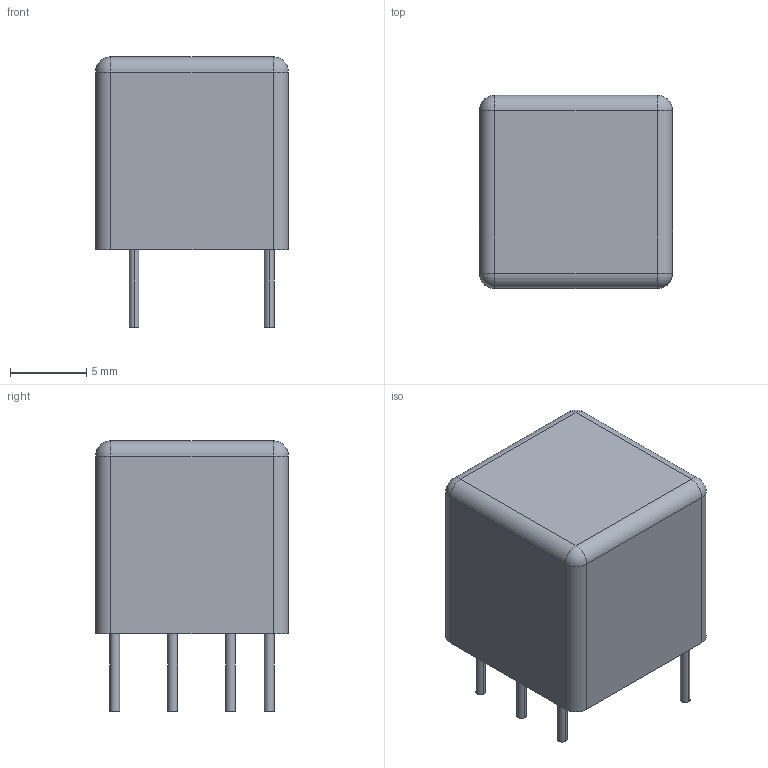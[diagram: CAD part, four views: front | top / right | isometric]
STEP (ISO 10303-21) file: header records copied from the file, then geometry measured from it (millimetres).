
FILE_DESCRIPTION (( 'STEP AP203' ), '1' );
FILE_NAME ('q025-5.STEP', '2025-01-16T00:09:21', ( '' ), ( '' ), 'SwSTEP 2.0', 'SolidWorks 2023', '' );
FILE_SCHEMA (( 'CONFIG_CONTROL_DESIGN' ));
Length unit declared in the file: millimetre
Products named in the file (1): q025-5
Bounding box: 12.7 x 12.7 x 17.78 mm (x, y, z)
Volume: 2035.4 mm3; surface area: 977 mm2
Topology: 6 solids, 6 shells, 38 faces, 70 edges, 40 vertices
Faces by surface type: cylinder 18, plane 16, sphere 4
Entity records: 977 total; most frequent: DIRECTION 180, CARTESIAN_POINT 145, ORIENTED_EDGE 132, AXIS2_PLACEMENT_3D 75, EDGE_CURVE 66, VERTEX_POINT 40, ADVANCED_FACE 38, FACE_OUTER_BOUND 38
